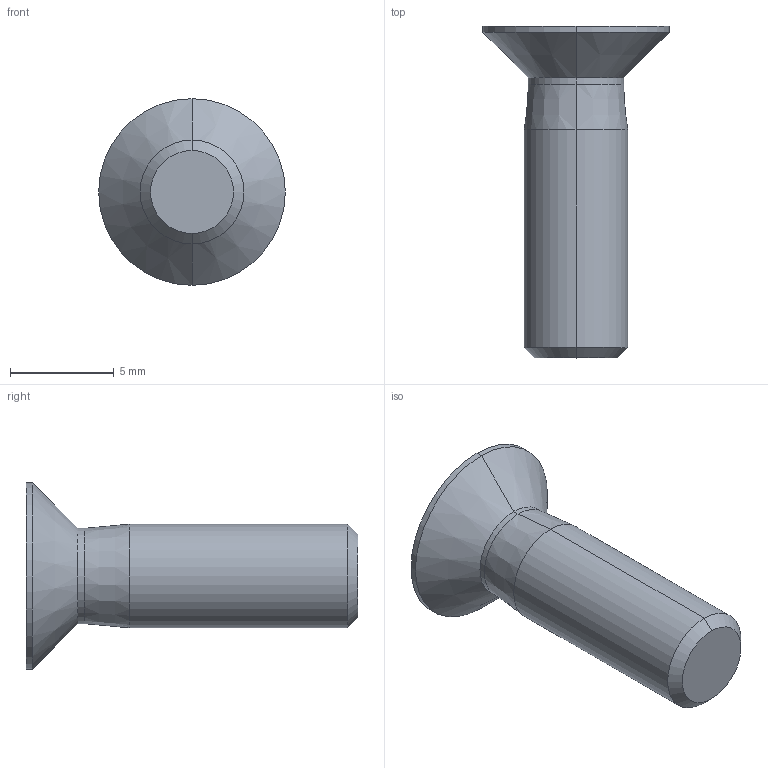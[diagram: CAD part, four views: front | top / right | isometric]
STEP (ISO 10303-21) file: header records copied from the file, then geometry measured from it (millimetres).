
FILE_DESCRIPTION (( 'STEP AP203' ), '1' );
FILE_NAME ('58372-240-16.STEP', '2020-11-02T07:19:45', ( '' ), ( '' ), 'SwSTEP 2.0', 'SolidWorks 2018', '' );
FILE_SCHEMA (( 'CONFIG_CONTROL_DESIGN' ));
Length unit declared in the file: millimetre
Products named in the file (2): 58372-240-16
Bounding box: 9 x 16 x 9 mm (x, y, z)
Volume: 348 mm3; surface area: 393.7 mm2
Topology: 1 solids, 1 shells, 283 faces, 746 edges, 494 vertices
Faces by surface type: plane 154, bspline 117, cone 6, cylinder 6
Entity records: 14796 total; most frequent: CARTESIAN_POINT 8431, ORIENTED_EDGE 1492, DIRECTION 862, EDGE_CURVE 746, VECTOR 498, LINE 498, VERTEX_POINT 494, EDGE_LOOP 312
